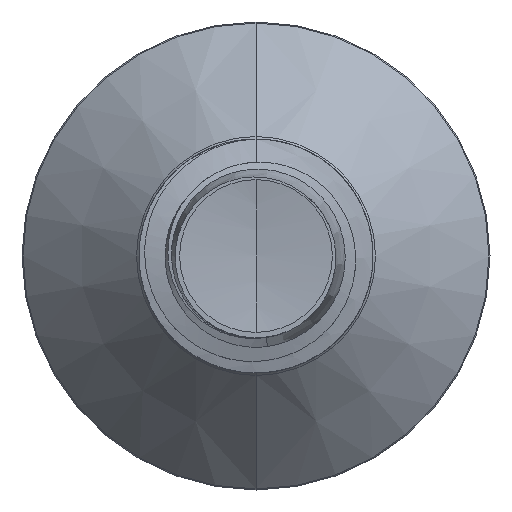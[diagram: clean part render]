
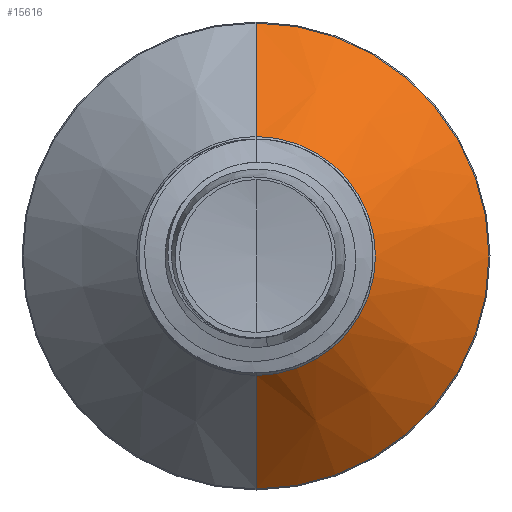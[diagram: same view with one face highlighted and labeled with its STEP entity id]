
A CAD part, front view. The second image highlights one B-rep face of the part: STEP entity #15616.
In plain terms, the highlighted conical face has half-angle 45 degrees and reference radius 2.042 mm.
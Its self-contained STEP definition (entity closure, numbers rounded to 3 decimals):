
#1160 = CARTESIAN_POINT ( 'NONE',  ( 0., 16.342, 0. ) ) ;
#1505 = CARTESIAN_POINT ( 'NONE',  ( 0., 18.282, -3.982 ) ) ;
#1649 = VERTEX_POINT ( 'NONE', #2185 ) ;
#1998 = ORIENTED_EDGE ( 'NONE', *, *, #35087, .T. ) ;
#2185 = CARTESIAN_POINT ( 'NONE',  ( 0., 18.282, 3.982 ) ) ;
#2516 = AXIS2_PLACEMENT_3D ( 'NONE', #4671, #24150, #7476 ) ;
#3971 = DIRECTION ( 'NONE',  ( 0., 0., 1. ) ) ;
#4671 = CARTESIAN_POINT ( 'NONE',  ( 0., 18.282, 0. ) ) ;
#5722 = CARTESIAN_POINT ( 'NONE',  ( 0., 16.342, 2.042 ) ) ;
#6816 = CARTESIAN_POINT ( 'NONE',  ( 0., 16.342, 2.042 ) ) ;
#7476 = DIRECTION ( 'NONE',  ( 0., 0., 1. ) ) ;
#7605 = LINE ( 'NONE', #5722, #9338 ) ;
#8282 = CIRCLE ( 'NONE', #10280, 2.042 ) ;
#9338 = VECTOR ( 'NONE', #25212, 1000. ) ;
#9550 = ORIENTED_EDGE ( 'NONE', *, *, #27951, .T. ) ;
#10280 = AXIS2_PLACEMENT_3D ( 'NONE', #12241, #31668, #15020 ) ;
#10929 = LINE ( 'NONE', #13994, #18312 ) ;
#11250 = ORIENTED_EDGE ( 'NONE', *, *, #17623, .F. ) ;
#11722 = VERTEX_POINT ( 'NONE', #24842 ) ;
#12241 = CARTESIAN_POINT ( 'NONE',  ( 0., 16.342, 0. ) ) ;
#13071 = ORIENTED_EDGE ( 'NONE', *, *, #21111, .F. ) ;
#13994 = CARTESIAN_POINT ( 'NONE',  ( 0., 16.342, -2.042 ) ) ;
#14151 = CONICAL_SURFACE ( 'NONE', #20009, 2.042, 0.785 ) ;
#14907 = DIRECTION ( 'NONE',  ( 0., 1., 0. ) ) ;
#15020 = DIRECTION ( 'NONE',  ( 0., 0., 1. ) ) ;
#15442 = CIRCLE ( 'NONE', #2516, 3.982 ) ;
#15616 = ADVANCED_FACE ( 'NONE', ( #22445 ), #14151, .T. ) ;
#17623 = EDGE_CURVE ( 'NONE', #1649, #26908, #15442, .T. ) ;
#18312 = VECTOR ( 'NONE', #30650, 1000. ) ;
#19047 = VERTEX_POINT ( 'NONE', #6816 ) ;
#20009 = AXIS2_PLACEMENT_3D ( 'NONE', #1160, #14907, #3971 ) ;
#20492 = EDGE_LOOP ( 'NONE', ( #9550, #1998, #11250, #13071 ) ) ;
#21111 = EDGE_CURVE ( 'NONE', #19047, #1649, #7605, .T. ) ;
#22445 = FACE_OUTER_BOUND ( 'NONE', #20492, .T. ) ;
#24150 = DIRECTION ( 'NONE',  ( 0., 1., 0. ) ) ;
#24842 = CARTESIAN_POINT ( 'NONE',  ( 0., 16.342, -2.042 ) ) ;
#25212 = DIRECTION ( 'NONE',  ( 0., 0.707, 0.707 ) ) ;
#26908 = VERTEX_POINT ( 'NONE', #1505 ) ;
#27951 = EDGE_CURVE ( 'NONE', #19047, #11722, #8282, .T. ) ;
#30650 = DIRECTION ( 'NONE',  ( 0., 0.707, -0.707 ) ) ;
#31668 = DIRECTION ( 'NONE',  ( 0., 1., 0. ) ) ;
#35087 = EDGE_CURVE ( 'NONE', #11722, #26908, #10929, .T. ) ;
